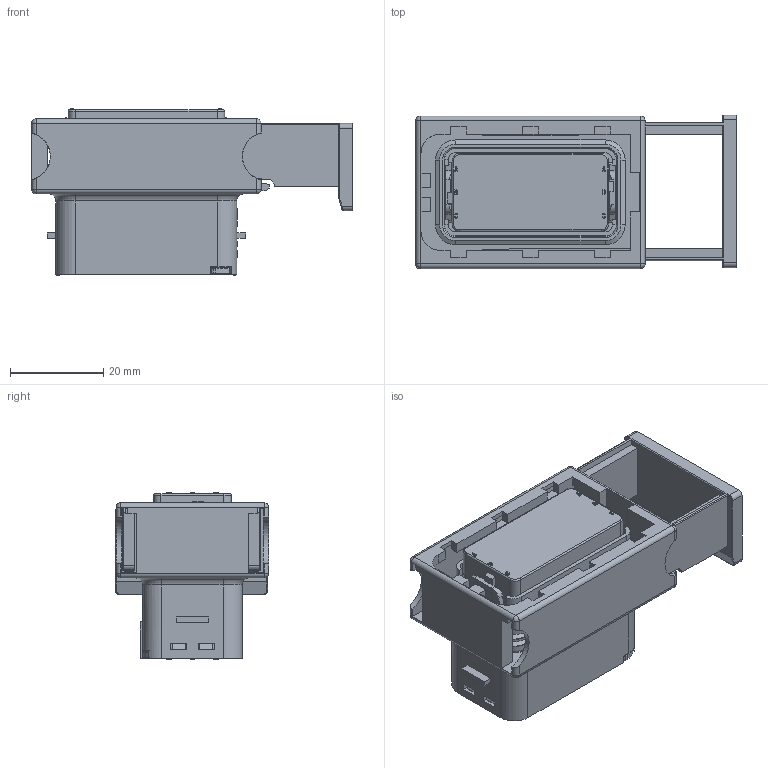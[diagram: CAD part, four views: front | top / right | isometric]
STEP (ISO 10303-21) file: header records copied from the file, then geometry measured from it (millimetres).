
FILE_DESCRIPTION(/* description */ (''),/* implementation_level */ '2;1');
FILE_NAME(/* name */ '33504115.stp',/* time_stamp */ '2022-07-19T13:52:40+08:00',/* author */ (''),/* organization */ (''),/* preprocessor_version */ 'ST-DEVELOPER v16',/* originating_system */ 'SIEMENS PLM Software NX 11.0',/* authorisation */ '');
FILE_SCHEMA (('AP203_CONFIGURATION_CONTROLLED_3D_DESIGN_OF_MECHANICAL_PARTS_AND_ASSEMBLIES_MIM_LF { 1 0 10303 403 2 1 2}'));
Products named in the file (1): model2
Bounding box: 68.65 x 32.83 x 35.55 mm (x, y, z)
Volume: 27651.7 mm3; surface area: 24636.6 mm2
Topology: 1 solids, 2 shells, 2457 faces, 6997 edges, 4598 vertices
Faces by surface type: plane 2203, cylinder 186, cone 34, torus 22, sphere 10, bspline 2
Entity records: 79179 total; most frequent: CARTESIAN_POINT 14753, ORIENTED_EDGE 13994, DIRECTION 12268, EDGE_CURVE 6997, LINE 6514, VECTOR 6514, VERTEX_POINT 4598, AXIS2_PLACEMENT_3D 2877
